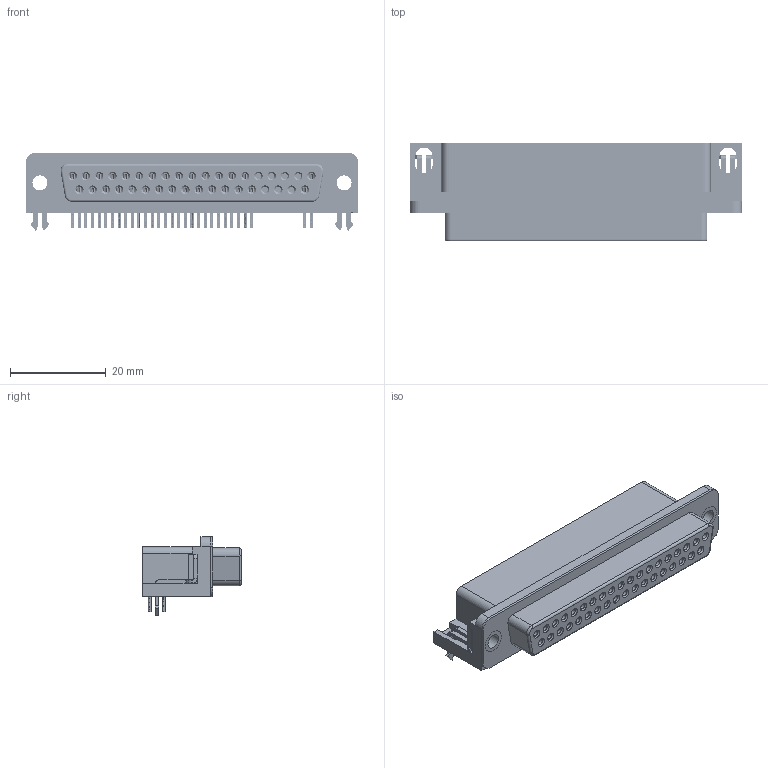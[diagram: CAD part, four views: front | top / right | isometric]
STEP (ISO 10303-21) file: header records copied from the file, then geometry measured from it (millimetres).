
FILE_DESCRIPTION(/* description */ ('Unknown'),/* implementation_level */ '2;1');
FILE_NAME(/* name */ '618037233821',/* time_stamp */ '2018-11-08T14:01:18+01:00',/* author */ ('Unknown'),/* organization */ ('Unknown'),/* preprocessor_version */ 'ST-DEVELOPER v16.7',/* originating_system */ 'DEX',/* authorisation */ $);
FILE_SCHEMA (('AUTOMOTIVE_DESIGN {1 0 10303 214 3 1 1}'));
Length unit declared in the file: millimetre
Products named in the file (8): 6180xx233821; 6180372xxx21; 6180xx2xxx21_PIN _COURTE; 6180xx2xxx21_PIN _LONGUE; 6180372xxx21_ARRIERE; 6180xx23xx21_CLIP; 6180xx2xxx21_SERRAGE
Assembly tree (44 placements, depth 2):
  6180xx233821
    6180372xxx21
    6180xx2xxx21_PIN _COURTE  x18
    6180xx2xxx21_PIN _LONGUE  x19
    6180372xxx21_ARRIERE
    6180372xxx21
    6180xx23xx21_CLIP  x2
    6180xx2xxx21_SERRAGE  x2
Bounding box: 69.32 x 20.65 x 16.35 mm (x, y, z)
Volume: 10122 mm3; surface area: 17660.1 mm2
Topology: 44 solids, 44 shells, 4262 faces, 12245 edges, 8107 vertices
Faces by surface type: plane 2922, cylinder 919, bspline 370, cone 43, torus 8
Full cylindrical faces by diameter (mm): 1.2 x37, 3.121 x2, 4 x8
Entity records: 41484 total; most frequent: CARTESIAN_POINT 11171, ORIENTED_EDGE 6230, DIRECTION 5866, EDGE_CURVE 3115, LINE 2730, VECTOR 2730, VERTEX_POINT 2051, AXIS2_PLACEMENT_3D 1568
